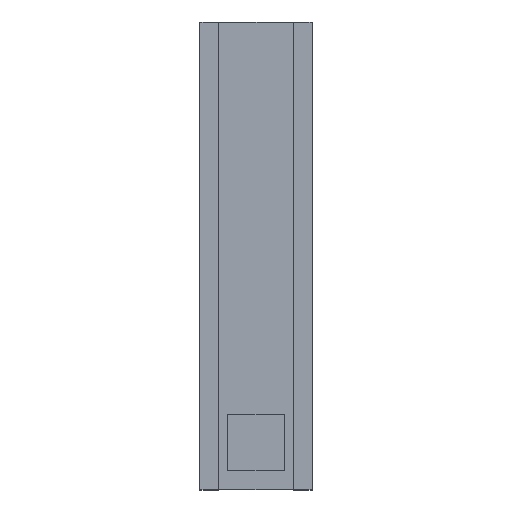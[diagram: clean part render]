
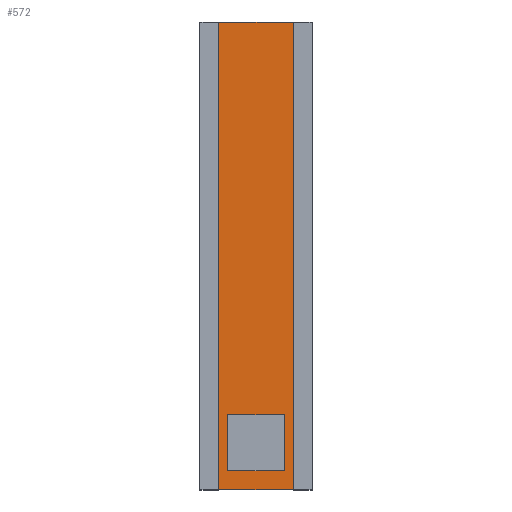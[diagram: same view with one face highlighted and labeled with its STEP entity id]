
A CAD part, top view. The second image highlights one B-rep face of the part: STEP entity #572.
In plain terms, the highlighted face is planar.
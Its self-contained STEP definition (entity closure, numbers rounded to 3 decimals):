
#68=FACE_OUTER_BOUND('',#100,.T.);
#100=EDGE_LOOP('',(#475,#476,#477,#478));
#161=LINE('',#945,#233);
#163=LINE('',#949,#235);
#164=LINE('',#951,#236);
#165=LINE('',#952,#237);
#233=VECTOR('',#777,10.);
#235=VECTOR('',#781,10.);
#236=VECTOR('',#782,10.);
#237=VECTOR('',#783,10.);
#289=VERTEX_POINT('',#942);
#290=VERTEX_POINT('',#944);
#291=VERTEX_POINT('',#948);
#292=VERTEX_POINT('',#950);
#353=EDGE_CURVE('',#290,#289,#161,.T.);
#355=EDGE_CURVE('',#289,#291,#163,.T.);
#356=EDGE_CURVE('',#291,#292,#164,.T.);
#357=EDGE_CURVE('',#292,#290,#165,.T.);
#475=ORIENTED_EDGE('',*,*,#353,.T.);
#476=ORIENTED_EDGE('',*,*,#355,.T.);
#477=ORIENTED_EDGE('',*,*,#356,.T.);
#478=ORIENTED_EDGE('',*,*,#357,.T.);
#540=PLANE('',#658);
#572=ADVANCED_FACE('',(#68),#540,.T.);
#658=AXIS2_PLACEMENT_3D('',#947,#779,#780);
#777=DIRECTION('',(1.,0.,0.));
#779=DIRECTION('center_axis',(0.,1.,0.));
#780=DIRECTION('ref_axis',(0.,0.,1.));
#781=DIRECTION('',(0.,0.,-1.));
#782=DIRECTION('',(-1.,0.,0.));
#783=DIRECTION('',(0.,0.,1.));
#942=CARTESIAN_POINT('',(45.,11.,-11.5));
#944=CARTESIAN_POINT('',(20.,11.,-11.5));
#945=CARTESIAN_POINT('',(38.75,11.,-11.5));
#947=CARTESIAN_POINT('Origin',(32.5,11.,-13.5));
#948=CARTESIAN_POINT('',(45.,11.,-15.5));
#949=CARTESIAN_POINT('',(45.,11.,-10.5));
#950=CARTESIAN_POINT('',(20.,11.,-15.5));
#951=CARTESIAN_POINT('',(38.25,11.,-15.5));
#952=CARTESIAN_POINT('',(20.,11.,-13.5));
